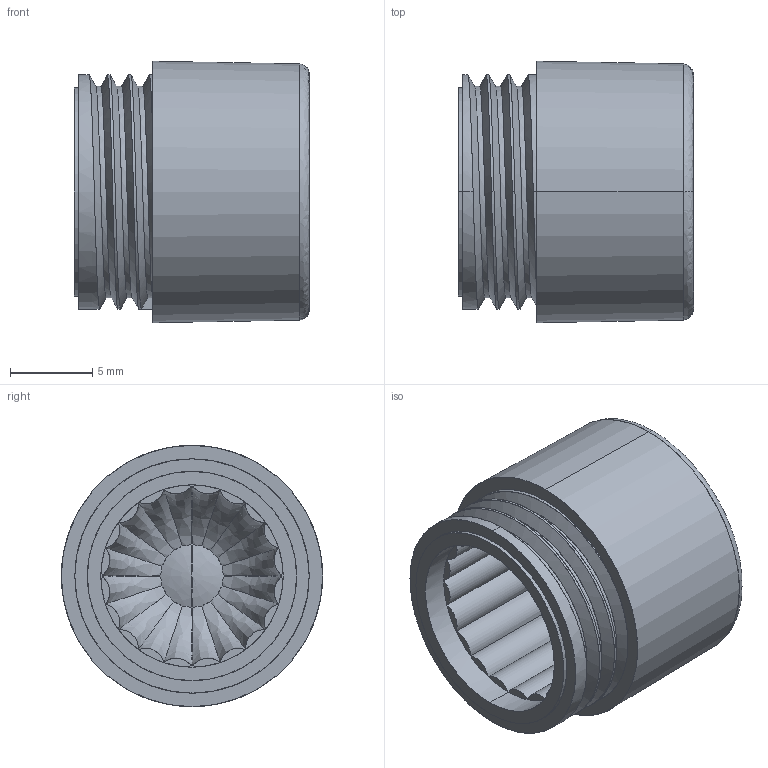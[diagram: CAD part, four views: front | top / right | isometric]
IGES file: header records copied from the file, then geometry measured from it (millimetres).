
Start section: SolidWorks IGES file using analytic representation for surfaces
Global section: file name: STEP;25P-626x.IGS; native system: SolidWorks 2016; preprocessor: SolidWorks 2016; author: mvancourt; date: 161223.161018; units: inch
Bounding box: 14.27 x 15.88 x 15.88 mm (x, y, z)
Surface area: 1508.5 mm2 (no closed solid volume)
Topology: 0 solids, 0 shells, 112 faces, 1303 edges, 1301 vertices
Faces by surface type: revolution 58, bspline 54
